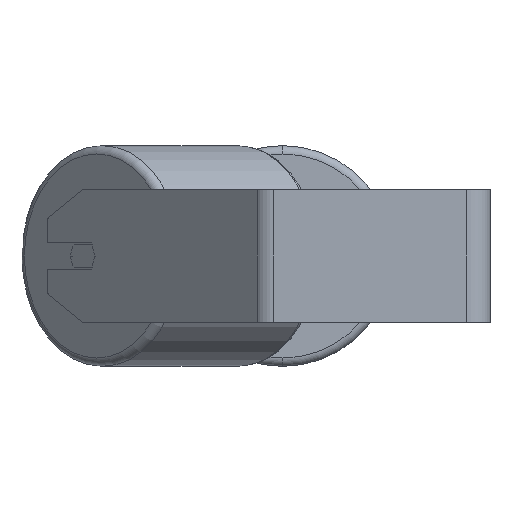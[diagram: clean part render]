
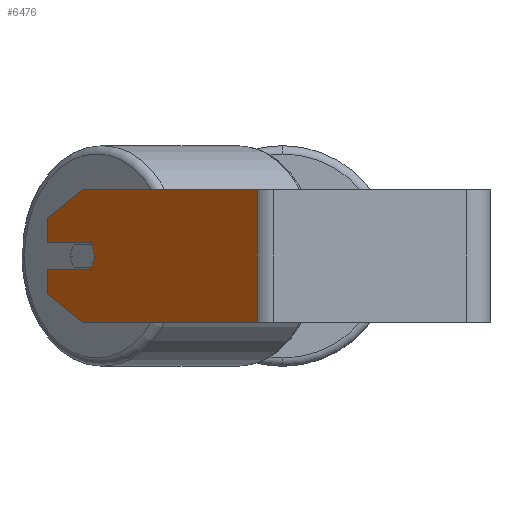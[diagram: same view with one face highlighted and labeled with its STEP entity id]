
A CAD part, left-side view. The second image highlights one B-rep face of the part: STEP entity #6476.
In plain terms, the highlighted planar face has unit normal (-0.707, 0.707, 0).
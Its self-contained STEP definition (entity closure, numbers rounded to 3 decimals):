
#104 = VECTOR ( 'NONE', #2296, 1000. ) ;
#223 = VERTEX_POINT ( 'NONE', #2281 ) ;
#321 = LINE ( 'NONE', #1091, #5033 ) ;
#505 = CARTESIAN_POINT ( 'NONE',  ( -214.823, 241.294, -8. ) ) ;
#532 = DIRECTION ( 'NONE',  ( -0.707, -0.707, 0. ) ) ;
#548 = VERTEX_POINT ( 'NONE', #7495 ) ;
#772 = ORIENTED_EDGE ( 'NONE', *, *, #5775, .T. ) ;
#853 = AXIS2_PLACEMENT_3D ( 'NONE', #6113, #3616, #4120 ) ;
#1079 = CARTESIAN_POINT ( 'NONE',  ( -189.367, 266.75, 40. ) ) ;
#1082 = CARTESIAN_POINT ( 'NONE',  ( -315.899, 140.218, 40. ) ) ;
#1091 = CARTESIAN_POINT ( 'NONE',  ( -214.823, 241.294, 8. ) ) ;
#1153 = VERTEX_POINT ( 'NONE', #3196 ) ;
#1260 = CARTESIAN_POINT ( 'NONE',  ( -210.581, 245.537, 0. ) ) ;
#1373 = EDGE_CURVE ( 'NONE', #5086, #4524, #2387, .T. ) ;
#1404 = ORIENTED_EDGE ( 'NONE', *, *, #5001, .T. ) ;
#1483 = DIRECTION ( 'NONE',  ( -0.707, -0.707, 0. ) ) ;
#1535 = PLANE ( 'NONE',  #853 ) ;
#1541 = CIRCLE ( 'NONE', #4390, 10. ) ;
#1552 = ORIENTED_EDGE ( 'NONE', *, *, #3257, .T. ) ;
#1623 = DIRECTION ( 'NONE',  ( -0.707, 0.707, 0. ) ) ;
#1695 = CARTESIAN_POINT ( 'NONE',  ( -214.823, 241.294, -8. ) ) ;
#1963 = VECTOR ( 'NONE', #6459, 1000. ) ;
#1973 = CARTESIAN_POINT ( 'NONE',  ( -210.581, 245.537, -40. ) ) ;
#2165 = ORIENTED_EDGE ( 'NONE', *, *, #5259, .T. ) ;
#2172 = FACE_OUTER_BOUND ( 'NONE', #3972, .T. ) ;
#2219 = VECTOR ( 'NONE', #6285, 1000. ) ;
#2220 = VECTOR ( 'NONE', #5038, 1000. ) ;
#2281 = CARTESIAN_POINT ( 'NONE',  ( -217.652, 238.466, 0. ) ) ;
#2296 = DIRECTION ( 'NONE',  ( -0.707, -0.707, 0. ) ) ;
#2300 = DIRECTION ( 'NONE',  ( 0., 0., -1. ) ) ;
#2387 = LINE ( 'NONE', #6837, #104 ) ;
#2390 = CARTESIAN_POINT ( 'NONE',  ( -315.899, 140.218, 40. ) ) ;
#2441 = ORIENTED_EDGE ( 'NONE', *, *, #2472, .F. ) ;
#2456 = CARTESIAN_POINT ( 'NONE',  ( -189.367, 266.75, 40. ) ) ;
#2472 = EDGE_CURVE ( 'NONE', #4524, #6713, #6968, .T. ) ;
#2508 = VECTOR ( 'NONE', #5787, 1000. ) ;
#2704 = ORIENTED_EDGE ( 'NONE', *, *, #6437, .F. ) ;
#2808 = CARTESIAN_POINT ( 'NONE',  ( -189.367, 266.75, -40. ) ) ;
#2840 = ORIENTED_EDGE ( 'NONE', *, *, #7321, .T. ) ;
#2853 = DIRECTION ( 'NONE',  ( -0.707, -0.707, 0. ) ) ;
#2958 = DIRECTION ( 'NONE',  ( 0., 0., -1. ) ) ;
#2995 = EDGE_CURVE ( 'NONE', #1153, #5852, #321, .T. ) ;
#3060 = DIRECTION ( 'NONE',  ( 0.707, 0.707, 0. ) ) ;
#3196 = CARTESIAN_POINT ( 'NONE',  ( -214.823, 241.294, 8. ) ) ;
#3219 = DIRECTION ( 'NONE',  ( -0.707, 0.707, 0. ) ) ;
#3245 = ORIENTED_EDGE ( 'NONE', *, *, #6643, .F. ) ;
#3257 = EDGE_CURVE ( 'NONE', #8098, #548, #8016, .T. ) ;
#3340 = VERTEX_POINT ( 'NONE', #4855 ) ;
#3616 = DIRECTION ( 'NONE',  ( 0.707, -0.707, 0. ) ) ;
#3873 = LINE ( 'NONE', #1973, #1963 ) ;
#3920 = CARTESIAN_POINT ( 'NONE',  ( -189.367, 266.75, 8. ) ) ;
#3972 = EDGE_LOOP ( 'NONE', ( #7177, #3245, #1552, #2840, #1404, #2441, #8414, #772, #2165, #7503, #2704 ) ) ;
#4105 = VECTOR ( 'NONE', #1483, 1000. ) ;
#4120 = DIRECTION ( 'NONE',  ( 0.707, 0.707, 0. ) ) ;
#4153 = CARTESIAN_POINT ( 'NONE',  ( -189.367, 266.75, -8. ) ) ;
#4390 = AXIS2_PLACEMENT_3D ( 'NONE', #1260, #3219, #532 ) ;
#4507 = VERTEX_POINT ( 'NONE', #1695 ) ;
#4524 = VERTEX_POINT ( 'NONE', #1082 ) ;
#4783 = LINE ( 'NONE', #2808, #4105 ) ;
#4855 = CARTESIAN_POINT ( 'NONE',  ( -210.581, 245.537, -40. ) ) ;
#5001 = EDGE_CURVE ( 'NONE', #3340, #6713, #4783, .T. ) ;
#5033 = VECTOR ( 'NONE', #3060, 1000. ) ;
#5038 = DIRECTION ( 'NONE',  ( 0., 0., -1. ) ) ;
#5086 = VERTEX_POINT ( 'NONE', #7267 ) ;
#5108 = LINE ( 'NONE', #7113, #2508 ) ;
#5192 = CIRCLE ( 'NONE', #5329, 10. ) ;
#5259 = EDGE_CURVE ( 'NONE', #6391, #5852, #5550, .T. ) ;
#5329 = AXIS2_PLACEMENT_3D ( 'NONE', #8122, #1623, #2853 ) ;
#5349 = EDGE_CURVE ( 'NONE', #4507, #223, #1541, .T. ) ;
#5430 = VECTOR ( 'NONE', #2300, 1000. ) ;
#5444 = VECTOR ( 'NONE', #2958, 1000. ) ;
#5550 = LINE ( 'NONE', #2456, #2220 ) ;
#5775 = EDGE_CURVE ( 'NONE', #5086, #6391, #5108, .T. ) ;
#5787 = DIRECTION ( 'NONE',  ( 0.612, 0.612, -0.5 ) ) ;
#5852 = VERTEX_POINT ( 'NONE', #3920 ) ;
#6113 = CARTESIAN_POINT ( 'NONE',  ( -189.367, 266.75, 40. ) ) ;
#6285 = DIRECTION ( 'NONE',  ( -0.707, -0.707, 0. ) ) ;
#6391 = VERTEX_POINT ( 'NONE', #7227 ) ;
#6437 = EDGE_CURVE ( 'NONE', #223, #1153, #5192, .T. ) ;
#6459 = DIRECTION ( 'NONE',  ( -0.612, -0.612, -0.5 ) ) ;
#6476 = ADVANCED_FACE ( 'NONE', ( #2172 ), #1535, .F. ) ;
#6643 = EDGE_CURVE ( 'NONE', #8098, #4507, #7016, .T. ) ;
#6713 = VERTEX_POINT ( 'NONE', #8407 ) ;
#6837 = CARTESIAN_POINT ( 'NONE',  ( -189.367, 266.75, 40. ) ) ;
#6968 = LINE ( 'NONE', #2390, #5430 ) ;
#7016 = LINE ( 'NONE', #505, #2219 ) ;
#7113 = CARTESIAN_POINT ( 'NONE',  ( -189.367, 266.75, 22.679 ) ) ;
#7177 = ORIENTED_EDGE ( 'NONE', *, *, #5349, .F. ) ;
#7227 = CARTESIAN_POINT ( 'NONE',  ( -189.367, 266.75, 22.679 ) ) ;
#7267 = CARTESIAN_POINT ( 'NONE',  ( -210.581, 245.537, 40. ) ) ;
#7321 = EDGE_CURVE ( 'NONE', #548, #3340, #3873, .T. ) ;
#7495 = CARTESIAN_POINT ( 'NONE',  ( -189.367, 266.75, -22.679 ) ) ;
#7503 = ORIENTED_EDGE ( 'NONE', *, *, #2995, .F. ) ;
#8016 = LINE ( 'NONE', #1079, #5444 ) ;
#8098 = VERTEX_POINT ( 'NONE', #4153 ) ;
#8122 = CARTESIAN_POINT ( 'NONE',  ( -210.581, 245.537, 0. ) ) ;
#8407 = CARTESIAN_POINT ( 'NONE',  ( -315.899, 140.218, -40. ) ) ;
#8414 = ORIENTED_EDGE ( 'NONE', *, *, #1373, .F. ) ;
